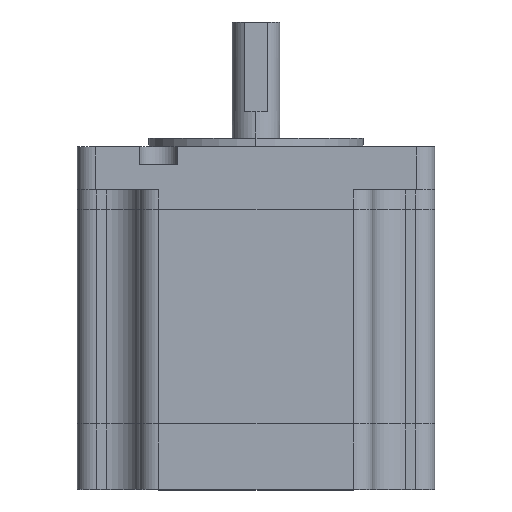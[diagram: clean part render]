
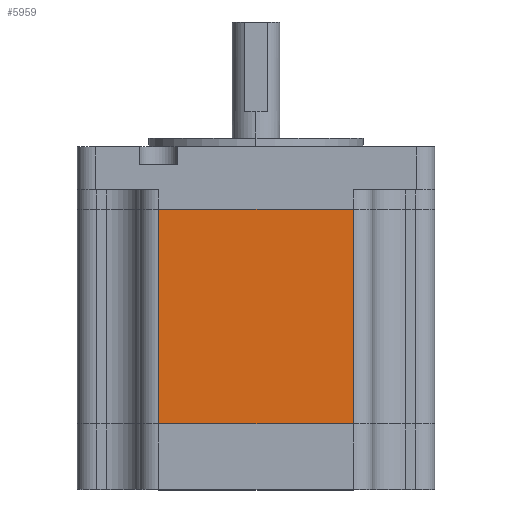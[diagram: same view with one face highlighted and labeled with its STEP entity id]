
A CAD part, top view. The second image highlights one B-rep face of the part: STEP entity #5959.
In plain terms, the highlighted planar face has unit normal (0, 0, 1).
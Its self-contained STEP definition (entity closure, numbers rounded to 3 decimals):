
#154 = ORIENTED_EDGE ( 'NONE', *, *, #6219, .T. ) ;
#545 = LINE ( 'NONE', #3564, #6990 ) ;
#681 = PLANE ( 'NONE',  #1500 ) ;
#1082 = CARTESIAN_POINT ( 'NONE',  ( 13.65, 0., 0. ) ) ;
#1176 = EDGE_CURVE ( 'NONE', #4285, #5960, #7884, .T. ) ;
#1500 = AXIS2_PLACEMENT_3D ( 'NONE', #5175, #7768, #3946 ) ;
#1609 = DIRECTION ( 'NONE',  ( 1., 0., 0. ) ) ;
#2333 = LINE ( 'NONE', #3967, #5563 ) ;
#2550 = VECTOR ( 'NONE', #5992, 1000. ) ;
#3049 = ORIENTED_EDGE ( 'NONE', *, *, #8085, .T. ) ;
#3131 = ORIENTED_EDGE ( 'NONE', *, *, #1176, .F. ) ;
#3288 = DIRECTION ( 'NONE',  ( 1., 0., 0. ) ) ;
#3564 = CARTESIAN_POINT ( 'NONE',  ( 13.65, 0., 0. ) ) ;
#3702 = FACE_OUTER_BOUND ( 'NONE', #6413, .T. ) ;
#3715 = EDGE_CURVE ( 'NONE', #4647, #4285, #2333, .T. ) ;
#3946 = DIRECTION ( 'NONE',  ( -1., 0., 0. ) ) ;
#3967 = CARTESIAN_POINT ( 'NONE',  ( 13.65, 36., 0. ) ) ;
#4285 = VERTEX_POINT ( 'NONE', #4309 ) ;
#4309 = CARTESIAN_POINT ( 'NONE',  ( 46.35, 36., 0. ) ) ;
#4647 = VERTEX_POINT ( 'NONE', #5948 ) ;
#5175 = CARTESIAN_POINT ( 'NONE',  ( 13.65, 36., 0. ) ) ;
#5484 = DIRECTION ( 'NONE',  ( 0., -1., 0. ) ) ;
#5563 = VECTOR ( 'NONE', #3288, 1000. ) ;
#5946 = VECTOR ( 'NONE', #5484, 1000. ) ;
#5948 = CARTESIAN_POINT ( 'NONE',  ( 13.65, 36., 0. ) ) ;
#5959 = ADVANCED_FACE ( 'NONE', ( #3702 ), #681, .F. ) ;
#5960 = VERTEX_POINT ( 'NONE', #6477 ) ;
#5992 = DIRECTION ( 'NONE',  ( 0., -1., 0. ) ) ;
#6219 = EDGE_CURVE ( 'NONE', #8224, #5960, #545, .T. ) ;
#6413 = EDGE_LOOP ( 'NONE', ( #154, #3131, #7335, #3049 ) ) ;
#6477 = CARTESIAN_POINT ( 'NONE',  ( 46.35, 0., 0. ) ) ;
#6990 = VECTOR ( 'NONE', #1609, 1000. ) ;
#7124 = CARTESIAN_POINT ( 'NONE',  ( 46.35, 36., 0. ) ) ;
#7335 = ORIENTED_EDGE ( 'NONE', *, *, #3715, .F. ) ;
#7380 = CARTESIAN_POINT ( 'NONE',  ( 13.65, 36., 0. ) ) ;
#7630 = LINE ( 'NONE', #7380, #5946 ) ;
#7768 = DIRECTION ( 'NONE',  ( 0., 0., -1. ) ) ;
#7884 = LINE ( 'NONE', #7124, #2550 ) ;
#8085 = EDGE_CURVE ( 'NONE', #4647, #8224, #7630, .T. ) ;
#8224 = VERTEX_POINT ( 'NONE', #1082 ) ;
